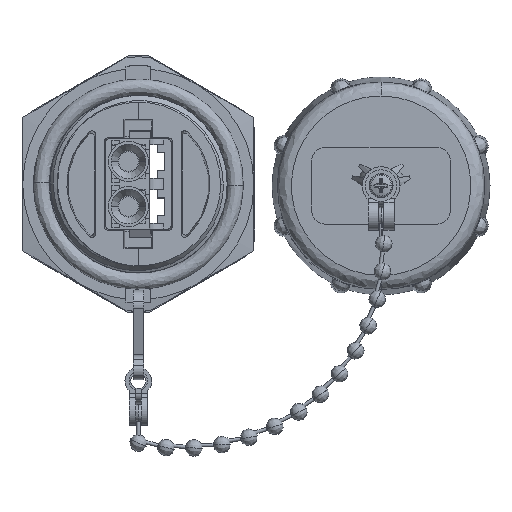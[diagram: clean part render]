
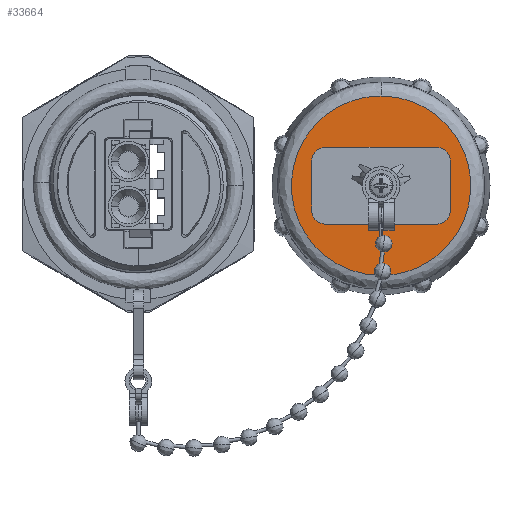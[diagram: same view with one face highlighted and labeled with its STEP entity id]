
A CAD part, top view. The second image highlights one B-rep face of the part: STEP entity #33664.
In plain terms, the highlighted face is planar.
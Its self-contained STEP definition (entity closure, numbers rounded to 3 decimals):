
#7 = FACE_OUTER_BOUND ( 'NONE', #6477, .T. ) ;
#1959 = CARTESIAN_POINT ( 'NONE',  ( -7.85, 15.9, 5.45 ) ) ;
#2815 = ORIENTED_EDGE ( 'NONE', *, *, #8709, .T. ) ;
#3027 = CARTESIAN_POINT ( 'NONE',  ( -25.438, 15.9, -12.719 ) ) ;
#3335 = DIRECTION ( 'NONE',  ( 0., 0., 1. ) ) ;
#3712 = EDGE_CURVE ( 'NONE', #32989, #29049, #12952, .T. ) ;
#3853 = CIRCLE ( 'NONE', #8038, 2. ) ;
#4043 = VECTOR ( 'NONE', #16659, 1000. ) ;
#4410 = PLANE ( 'NONE',  #50289 ) ;
#5019 = VECTOR ( 'NONE', #25284, 1000. ) ;
#5213 = CARTESIAN_POINT ( 'NONE',  ( 9.85, 15.9, -3.45 ) ) ;
#5475 = EDGE_CURVE ( 'NONE', #33027, #22867, #6511, .T. ) ;
#5919 =( BOUNDED_CURVE ( )  B_SPLINE_CURVE ( 3, ( #12139, #39620, #23644, #19220 ),
 .UNSPECIFIED., .F., .T. ) 
 B_SPLINE_CURVE_WITH_KNOTS ( ( 4, 4 ),
 ( 0., 1. ),
 .UNSPECIFIED. ) 
 CURVE ( )  GEOMETRIC_REPRESENTATION_ITEM ( )  RATIONAL_B_SPLINE_CURVE ( ( 1., 0.333, 0.333, 1. ) ) 
 REPRESENTATION_ITEM ( '' )  );
#6477 = EDGE_LOOP ( 'NONE', ( #22440, #16151 ) ) ;
#6511 = LINE ( 'NONE', #34018, #7859 ) ;
#7590 =( BOUNDED_CURVE ( )  B_SPLINE_CURVE ( 3, ( #23686, #38893, #3027, #18999 ),
 .UNSPECIFIED., .F., .T. ) 
 B_SPLINE_CURVE_WITH_KNOTS ( ( 4, 4 ),
 ( 0., 1. ),
 .UNSPECIFIED. ) 
 CURVE ( )  GEOMETRIC_REPRESENTATION_ITEM ( )  RATIONAL_B_SPLINE_CURVE ( ( 1., 0.333, 0.333, 1. ) ) 
 REPRESENTATION_ITEM ( '' )  );
#7859 = VECTOR ( 'NONE', #18571, 1000. ) ;
#8038 = AXIS2_PLACEMENT_3D ( 'NONE', #8562, #40245, #32138 ) ;
#8562 = CARTESIAN_POINT ( 'NONE',  ( -7.85, 15.9, 3.45 ) ) ;
#8709 = EDGE_CURVE ( 'NONE', #42585, #47755, #35456, .T. ) ;
#9710 = ORIENTED_EDGE ( 'NONE', *, *, #32551, .T. ) ;
#10140 = CARTESIAN_POINT ( 'NONE',  ( 0., 15.9, -5.45 ) ) ;
#10484 = DIRECTION ( 'NONE',  ( 0., 0., 1. ) ) ;
#10621 = CIRCLE ( 'NONE', #37372, 2. ) ;
#10890 = DIRECTION ( 'NONE',  ( 0., -1., 0. ) ) ;
#12139 = CARTESIAN_POINT ( 'NONE',  ( 0., 15.9, -12.719 ) ) ;
#12287 = FACE_BOUND ( 'NONE', #16854, .T. ) ;
#12952 = LINE ( 'NONE', #32074, #4043 ) ;
#15049 = EDGE_CURVE ( 'NONE', #36025, #42585, #25586, .T. ) ;
#15924 = DIRECTION ( 'NONE',  ( 0., -1., 0. ) ) ;
#16151 = ORIENTED_EDGE ( 'NONE', *, *, #31579, .F. ) ;
#16659 = DIRECTION ( 'NONE',  ( -1., 0., 0. ) ) ;
#16854 = EDGE_LOOP ( 'NONE', ( #38827, #2815, #32849, #33118, #43080, #49828, #9710, #37861 ) ) ;
#16883 = CARTESIAN_POINT ( 'NONE',  ( 9.85, 15.9, 3.45 ) ) ;
#17191 = CARTESIAN_POINT ( 'NONE',  ( -9.85, 15.9, 0. ) ) ;
#18571 = DIRECTION ( 'NONE',  ( 0., 0., 1. ) ) ;
#18626 = CARTESIAN_POINT ( 'NONE',  ( -7.85, 15.9, -3.45 ) ) ;
#18999 = CARTESIAN_POINT ( 'NONE',  ( 0., 15.9, -12.719 ) ) ;
#19220 = CARTESIAN_POINT ( 'NONE',  ( 0., 15.9, 12.719 ) ) ;
#19302 = VERTEX_POINT ( 'NONE', #50541 ) ;
#21096 = LINE ( 'NONE', #17191, #5019 ) ;
#21454 = VERTEX_POINT ( 'NONE', #51116 ) ;
#22440 = ORIENTED_EDGE ( 'NONE', *, *, #29149, .F. ) ;
#22506 = EDGE_CURVE ( 'NONE', #19302, #36025, #21096, .T. ) ;
#22867 = VERTEX_POINT ( 'NONE', #16883 ) ;
#23644 = CARTESIAN_POINT ( 'NONE',  ( 25.438, 15.9, 12.719 ) ) ;
#23686 = CARTESIAN_POINT ( 'NONE',  ( 0., 15.9, 12.719 ) ) ;
#24744 = AXIS2_PLACEMENT_3D ( 'NONE', #32116, #15924, #3335 ) ;
#25284 = DIRECTION ( 'NONE',  ( 0., 0., -1. ) ) ;
#25373 = CARTESIAN_POINT ( 'NONE',  ( 7.85, 15.9, 5.45 ) ) ;
#25586 = CIRCLE ( 'NONE', #27272, 2. ) ;
#27272 = AXIS2_PLACEMENT_3D ( 'NONE', #18626, #47125, #10484 ) ;
#27432 = VERTEX_POINT ( 'NONE', #48054 ) ;
#27984 = DIRECTION ( 'NONE',  ( 0., 0., 1. ) ) ;
#29049 = VERTEX_POINT ( 'NONE', #1959 ) ;
#29149 = EDGE_CURVE ( 'NONE', #27432, #21454, #5919, .T. ) ;
#31579 = EDGE_CURVE ( 'NONE', #21454, #27432, #7590, .T. ) ;
#31906 = CARTESIAN_POINT ( 'NONE',  ( 0., 15.9, 0. ) ) ;
#32074 = CARTESIAN_POINT ( 'NONE',  ( 0., 15.9, 5.45 ) ) ;
#32116 = CARTESIAN_POINT ( 'NONE',  ( 7.85, 15.9, 3.45 ) ) ;
#32138 = DIRECTION ( 'NONE',  ( 0., 0., 1. ) ) ;
#32551 = EDGE_CURVE ( 'NONE', #29049, #19302, #3853, .T. ) ;
#32849 = ORIENTED_EDGE ( 'NONE', *, *, #48365, .T. ) ;
#32989 = VERTEX_POINT ( 'NONE', #25373 ) ;
#33027 = VERTEX_POINT ( 'NONE', #5213 ) ;
#33118 = ORIENTED_EDGE ( 'NONE', *, *, #5475, .T. ) ;
#33664 = ADVANCED_FACE ( 'NONE', ( #7, #12287 ), #4410, .T. ) ;
#33696 = CARTESIAN_POINT ( 'NONE',  ( -7.85, 15.9, -5.45 ) ) ;
#34018 = CARTESIAN_POINT ( 'NONE',  ( 9.85, 15.9, 0. ) ) ;
#34082 = CARTESIAN_POINT ( 'NONE',  ( 7.85, 15.9, -5.45 ) ) ;
#35456 = LINE ( 'NONE', #10140, #43531 ) ;
#36025 = VERTEX_POINT ( 'NONE', #36736 ) ;
#36736 = CARTESIAN_POINT ( 'NONE',  ( -9.85, 15.9, -3.45 ) ) ;
#37372 = AXIS2_PLACEMENT_3D ( 'NONE', #39183, #10890, #46776 ) ;
#37861 = ORIENTED_EDGE ( 'NONE', *, *, #22506, .T. ) ;
#38827 = ORIENTED_EDGE ( 'NONE', *, *, #15049, .T. ) ;
#38893 = CARTESIAN_POINT ( 'NONE',  ( -25.438, 15.9, 12.719 ) ) ;
#39183 = CARTESIAN_POINT ( 'NONE',  ( 7.85, 15.9, -3.45 ) ) ;
#39620 = CARTESIAN_POINT ( 'NONE',  ( 25.438, 15.9, -12.719 ) ) ;
#40245 = DIRECTION ( 'NONE',  ( 0., -1., 0. ) ) ;
#42585 = VERTEX_POINT ( 'NONE', #33696 ) ;
#43080 = ORIENTED_EDGE ( 'NONE', *, *, #44817, .T. ) ;
#43415 = DIRECTION ( 'NONE',  ( 0., 1., 0. ) ) ;
#43531 = VECTOR ( 'NONE', #51425, 1000. ) ;
#44817 = EDGE_CURVE ( 'NONE', #22867, #32989, #45659, .T. ) ;
#45659 = CIRCLE ( 'NONE', #24744, 2. ) ;
#46776 = DIRECTION ( 'NONE',  ( 0., 0., 1. ) ) ;
#47125 = DIRECTION ( 'NONE',  ( 0., -1., 0. ) ) ;
#47755 = VERTEX_POINT ( 'NONE', #34082 ) ;
#48054 = CARTESIAN_POINT ( 'NONE',  ( 0., 15.9, -12.719 ) ) ;
#48365 = EDGE_CURVE ( 'NONE', #47755, #33027, #10621, .T. ) ;
#49828 = ORIENTED_EDGE ( 'NONE', *, *, #3712, .T. ) ;
#50289 = AXIS2_PLACEMENT_3D ( 'NONE', #31906, #43415, #27984 ) ;
#50541 = CARTESIAN_POINT ( 'NONE',  ( -9.85, 15.9, 3.45 ) ) ;
#51116 = CARTESIAN_POINT ( 'NONE',  ( 0., 15.9, 12.719 ) ) ;
#51425 = DIRECTION ( 'NONE',  ( 1., 0., 0. ) ) ;
